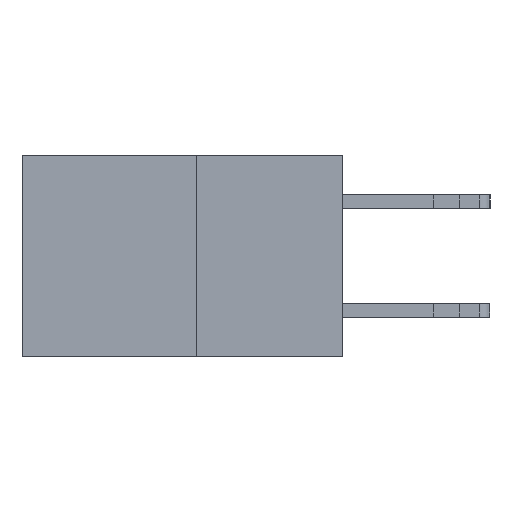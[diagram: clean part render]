
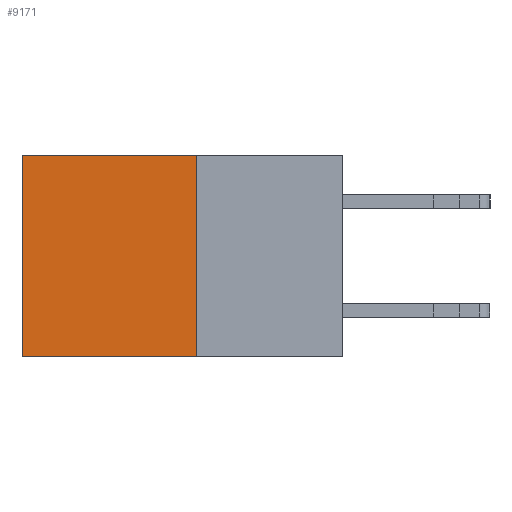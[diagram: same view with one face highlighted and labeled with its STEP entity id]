
A CAD part, left-side view. The second image highlights one B-rep face of the part: STEP entity #9171.
In plain terms, the highlighted planar face has unit normal (-1, 0, 0).
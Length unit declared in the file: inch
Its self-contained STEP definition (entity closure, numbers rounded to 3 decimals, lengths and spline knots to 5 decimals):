
#367 = VECTOR ( 'NONE', #11981, 39.37008 ) ;
#486 = CARTESIAN_POINT ( 'NONE',  ( 0.277, 0.59, -0.37 ) ) ;
#610 = DIRECTION ( 'NONE',  ( 0., 0., -1. ) ) ;
#937 = LINE ( 'NONE', #10065, #367 ) ;
#3312 = CARTESIAN_POINT ( 'NONE',  ( 0.277, 0.27, -0.37 ) ) ;
#3662 = CARTESIAN_POINT ( 'NONE',  ( 0.277, 0.59, -0.37 ) ) ;
#5449 = LINE ( 'NONE', #22740, #10339 ) ;
#5522 = VERTEX_POINT ( 'NONE', #6392 ) ;
#5701 = VECTOR ( 'NONE', #23117, 39.37008 ) ;
#5727 = VERTEX_POINT ( 'NONE', #3662 ) ;
#5796 = ORIENTED_EDGE ( 'NONE', *, *, #12669, .T. ) ;
#6388 = ORIENTED_EDGE ( 'NONE', *, *, #21293, .F. ) ;
#6392 = CARTESIAN_POINT ( 'NONE',  ( 0.277, 0.59, 0. ) ) ;
#7598 = EDGE_CURVE ( 'NONE', #5522, #5727, #19810, .T. ) ;
#7616 = EDGE_CURVE ( 'NONE', #13498, #5727, #5449, .T. ) ;
#9171 = ADVANCED_FACE ( 'NONE', ( #16400 ), #18596, .F. ) ;
#10065 = CARTESIAN_POINT ( 'NONE',  ( 0.277, 0.27, 0. ) ) ;
#10339 = VECTOR ( 'NONE', #22421, 39.37008 ) ;
#11503 = DIRECTION ( 'NONE',  ( 1., 0., 0. ) ) ;
#11704 = CARTESIAN_POINT ( 'NONE',  ( 0.277, 0.27, -0.37 ) ) ;
#11878 = LINE ( 'NONE', #11704, #16630 ) ;
#11981 = DIRECTION ( 'NONE',  ( 0., 1., 0. ) ) ;
#12669 = EDGE_CURVE ( 'NONE', #19118, #5522, #937, .T. ) ;
#13168 = CARTESIAN_POINT ( 'NONE',  ( 0.277, 0.27, 0. ) ) ;
#13483 = DIRECTION ( 'NONE',  ( 0., 0., -1. ) ) ;
#13498 = VERTEX_POINT ( 'NONE', #3312 ) ;
#16400 = FACE_OUTER_BOUND ( 'NONE', #16907, .T. ) ;
#16630 = VECTOR ( 'NONE', #13483, 39.37008 ) ;
#16907 = EDGE_LOOP ( 'NONE', ( #23143, #22059, #6388, #5796 ) ) ;
#18596 = PLANE ( 'NONE',  #20397 ) ;
#19118 = VERTEX_POINT ( 'NONE', #13168 ) ;
#19810 = LINE ( 'NONE', #486, #5701 ) ;
#20397 = AXIS2_PLACEMENT_3D ( 'NONE', #22141, #11503, #610 ) ;
#21293 = EDGE_CURVE ( 'NONE', #19118, #13498, #11878, .T. ) ;
#22059 = ORIENTED_EDGE ( 'NONE', *, *, #7616, .F. ) ;
#22141 = CARTESIAN_POINT ( 'NONE',  ( 0.277, 0.27, -0.37 ) ) ;
#22421 = DIRECTION ( 'NONE',  ( 0., 1., 0. ) ) ;
#22740 = CARTESIAN_POINT ( 'NONE',  ( 0.277, 0.27, -0.37 ) ) ;
#23117 = DIRECTION ( 'NONE',  ( 0., 0., -1. ) ) ;
#23143 = ORIENTED_EDGE ( 'NONE', *, *, #7598, .T. ) ;
